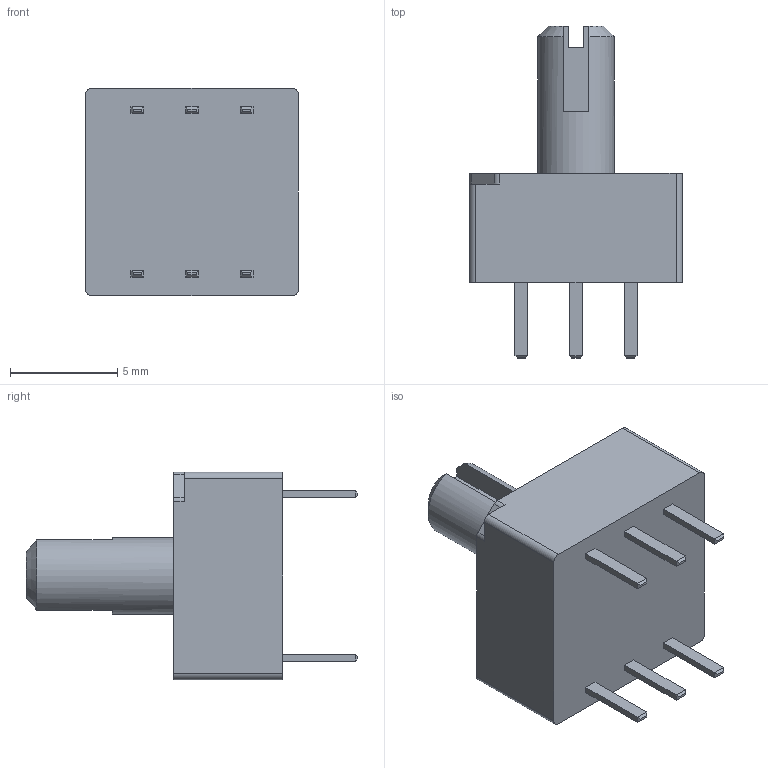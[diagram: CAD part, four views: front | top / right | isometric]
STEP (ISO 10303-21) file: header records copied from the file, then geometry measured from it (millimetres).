
FILE_SCHEMA (('AUTOMOTIVE_DESIGN { 1 0 10303 214 3 1 1 }'));
Length unit declared in the file: millimetre
Products named in the file (1): 221ADC16
Bounding box: 9.91 x 15.44 x 9.65 mm (x, y, z)
Volume: 541.5 mm3; surface area: 532.4 mm2
Topology: 1 solids, 1 shells, 381 faces, 1011 edges, 666 vertices
Faces by surface type: plane 217, bspline 155, cylinder 7, cone 2
Full cylindrical faces by diameter (mm): 3.56 x1
Entity records: 12876 total; most frequent: CARTESIAN_POINT 4082, ORIENTED_EDGE 2022, DIRECTION 1171, EDGE_CURVE 1011, LINE 677, VECTOR 677, VERTEX_POINT 666, EDGE_LOOP 415
